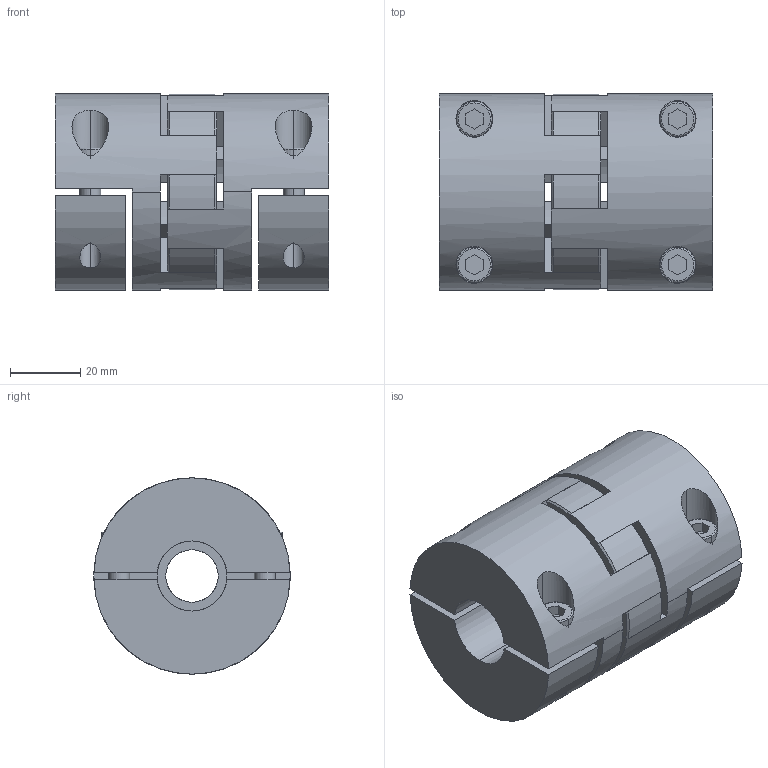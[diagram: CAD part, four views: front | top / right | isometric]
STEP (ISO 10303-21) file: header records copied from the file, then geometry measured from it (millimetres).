
FILE_DESCRIPTION(('STEP AP214'),'1');
FILE_NAME('cctmp_F8A40E36-F3D2-41FF-8ED6-D1A81031703B_2023_06_14_13_55_47_0438..stp','2023-06-14T11:55:47',('R+W Antriebselemente GmbH'),('CADClick - www.CADClick.com'),'Spatial InterOp 3D',' ','unknown authorization');
FILE_SCHEMA(('AUTOMOTIVE_DESIGN'));
Length unit declared in the file: millimetre
Products named in the file (4): cc_unnamed; EKH/60/78/A/20/15_2; EKH/60/78/A/20/15_1; EKH/60/78/A/20/15
Assembly tree (3 placements, depth 2):
  cc_unnamed
    EKH/60/78/A/20/15_2
    EKH/60/78/A/20/15_1
    EKH/60/78/A/20/15
Bounding box: 78 x 56 x 56 mm (x, y, z)
Volume: 150747.1 mm3; surface area: 45952.8 mm2
Topology: 3 solids, 3 shells, 210 faces, 538 edges, 356 vertices
Faces by surface type: plane 104, cylinder 82, cone 16, torus 8
Entity records: 8799 total; most frequent: CARTESIAN_POINT 1708, DIRECTION 1154, ORIENTED_EDGE 1076, EDGE_CURVE 538, AXIS2_PLACEMENT_3D 418, VERTEX_POINT 356, LINE 318, VECTOR 318
